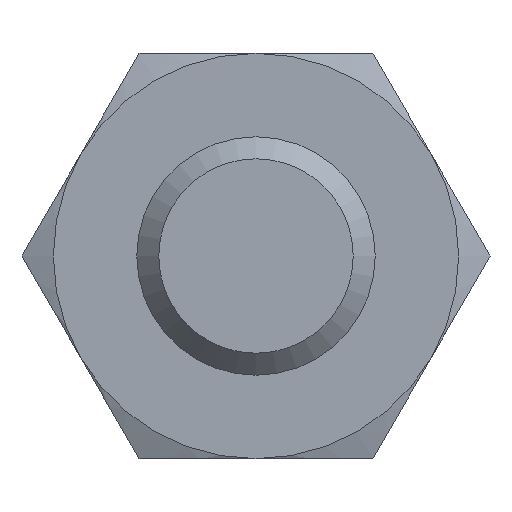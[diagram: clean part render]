
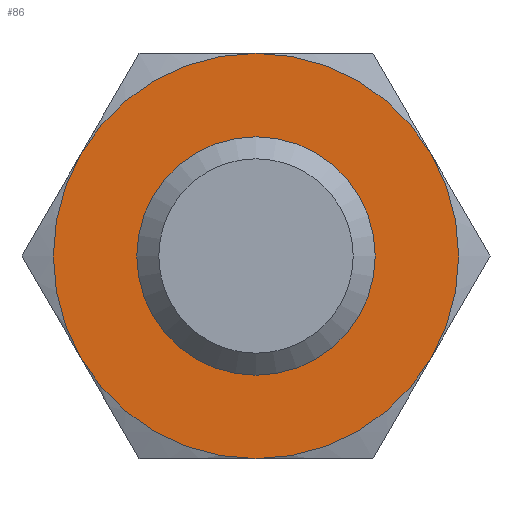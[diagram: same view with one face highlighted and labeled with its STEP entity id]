
A CAD part, front view. The second image highlights one B-rep face of the part: STEP entity #86.
In plain terms, the highlighted planar face has unit normal (0, -1, 0).
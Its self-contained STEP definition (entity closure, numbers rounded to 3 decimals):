
#86 = ADVANCED_FACE( '', ( #178, #179 ), #180, .F. );
#178 = FACE_BOUND( '', #270, .T. );
#179 = FACE_OUTER_BOUND( '', #271, .T. );
#180 = PLANE( '', #272 );
#270 = EDGE_LOOP( '', ( #435 ) );
#271 = EDGE_LOOP( '', ( #436, #437, #438, #439, #440, #441 ) );
#272 = AXIS2_PLACEMENT_3D( '', #442, #443, #444 );
#435 = ORIENTED_EDGE( '', *, *, #553, .F. );
#436 = ORIENTED_EDGE( '', *, *, #544, .T. );
#437 = ORIENTED_EDGE( '', *, *, #522, .T. );
#438 = ORIENTED_EDGE( '', *, *, #502, .T. );
#439 = ORIENTED_EDGE( '', *, *, #526, .T. );
#440 = ORIENTED_EDGE( '', *, *, #560, .T. );
#441 = ORIENTED_EDGE( '', *, *, #561, .T. );
#442 = CARTESIAN_POINT( '', ( 8.5, 0., 0. ) );
#443 = DIRECTION( '', ( 0., 1., 0. ) );
#444 = DIRECTION( '', ( 0., 0., 1. ) );
#502 = EDGE_CURVE( '', #580, #581, #582, .T. );
#522 = EDGE_CURVE( '', #612, #580, #613, .T. );
#526 = EDGE_CURVE( '', #581, #618, #619, .T. );
#544 = EDGE_CURVE( '', #595, #612, #642, .T. );
#553 = EDGE_CURVE( '', #655, #655, #656, .T. );
#560 = EDGE_CURVE( '', #618, #663, #664, .T. );
#561 = EDGE_CURVE( '', #663, #595, #665, .T. );
#580 = VERTEX_POINT( '', #694 );
#581 = VERTEX_POINT( '', #695 );
#582 = CIRCLE( '', #696, 8.5 );
#595 = VERTEX_POINT( '', #720 );
#612 = VERTEX_POINT( '', #763 );
#613 = CIRCLE( '', #764, 8.5 );
#618 = VERTEX_POINT( '', #779 );
#619 = CIRCLE( '', #780, 8.5 );
#642 = CIRCLE( '', #836, 8.5 );
#655 = VERTEX_POINT( '', #860 );
#656 = CIRCLE( '', #861, 3.85 );
#663 = VERTEX_POINT( '', #878 );
#664 = CIRCLE( '', #879, 8.5 );
#665 = CIRCLE( '', #880, 8.5 );
#694 = CARTESIAN_POINT( '', ( 7.361, 0., 4.25 ) );
#695 = CARTESIAN_POINT( '', ( 0., 0., 8.5 ) );
#696 = AXIS2_PLACEMENT_3D( '', #909, #910, #911 );
#720 = CARTESIAN_POINT( '', ( 0., 0., -8.5 ) );
#763 = CARTESIAN_POINT( '', ( 7.361, 0., -4.25 ) );
#764 = AXIS2_PLACEMENT_3D( '', #926, #927, #928 );
#779 = CARTESIAN_POINT( '', ( -7.361, 0., 4.25 ) );
#780 = AXIS2_PLACEMENT_3D( '', #929, #930, #931 );
#836 = AXIS2_PLACEMENT_3D( '', #947, #948, #949 );
#860 = CARTESIAN_POINT( '', ( 0., 0., -3.85 ) );
#861 = AXIS2_PLACEMENT_3D( '', #957, #958, #959 );
#878 = CARTESIAN_POINT( '', ( -7.361, 0., -4.25 ) );
#879 = AXIS2_PLACEMENT_3D( '', #960, #961, #962 );
#880 = AXIS2_PLACEMENT_3D( '', #963, #964, #965 );
#909 = CARTESIAN_POINT( '', ( 0., 0., 0. ) );
#910 = DIRECTION( '', ( 0., -1., 0. ) );
#911 = DIRECTION( '', ( 0., 0., -1. ) );
#926 = CARTESIAN_POINT( '', ( 0., 0., 0. ) );
#927 = DIRECTION( '', ( 0., -1., 0. ) );
#928 = DIRECTION( '', ( 0., 0., -1. ) );
#929 = CARTESIAN_POINT( '', ( 0., 0., 0. ) );
#930 = DIRECTION( '', ( 0., -1., 0. ) );
#931 = DIRECTION( '', ( 0., 0., -1. ) );
#947 = CARTESIAN_POINT( '', ( 0., 0., 0. ) );
#948 = DIRECTION( '', ( 0., -1., 0. ) );
#949 = DIRECTION( '', ( 0., 0., -1. ) );
#957 = CARTESIAN_POINT( '', ( 0., 0., 0. ) );
#958 = DIRECTION( '', ( 0., -1., 0. ) );
#959 = DIRECTION( '', ( 0., 0., -1. ) );
#960 = CARTESIAN_POINT( '', ( 0., 0., 0. ) );
#961 = DIRECTION( '', ( 0., -1., 0. ) );
#962 = DIRECTION( '', ( 0., 0., -1. ) );
#963 = CARTESIAN_POINT( '', ( 0., 0., 0. ) );
#964 = DIRECTION( '', ( 0., -1., 0. ) );
#965 = DIRECTION( '', ( 0., 0., -1. ) );
